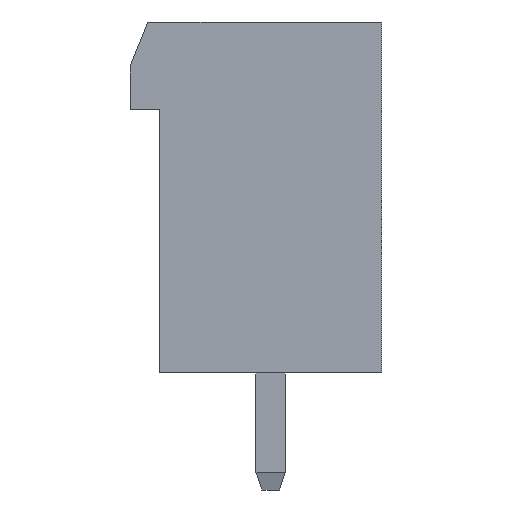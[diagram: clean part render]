
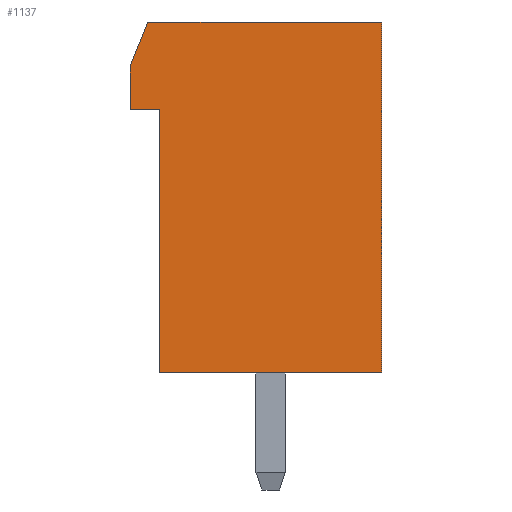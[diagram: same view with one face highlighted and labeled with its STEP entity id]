
A CAD part, left-side view. The second image highlights one B-rep face of the part: STEP entity #1137.
In plain terms, the highlighted planar face has unit normal (-1, 0, 0).
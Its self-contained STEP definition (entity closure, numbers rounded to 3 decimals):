
#22 = VERTEX_POINT('',#23);
#23 = CARTESIAN_POINT('',(-9.1,3.8,9.));
#32 = PLANE('',#33);
#33 = AXIS2_PLACEMENT_3D('',#34,#35,#36);
#34 = CARTESIAN_POINT('',(-9.1,3.8,9.));
#35 = DIRECTION('',(0.,1.,0.));
#36 = DIRECTION('',(0.,0.,-1.));
#44 = PLANE('',#45);
#45 = AXIS2_PLACEMENT_3D('',#46,#47,#48);
#46 = CARTESIAN_POINT('',(-9.1,4.8,9.));
#47 = DIRECTION('',(0.,0.,-1.));
#48 = DIRECTION('',(0.,-1.,0.));
#85 = VERTEX_POINT('',#86);
#86 = CARTESIAN_POINT('',(-9.1,3.8,0.));
#100 = PLANE('',#101);
#101 = AXIS2_PLACEMENT_3D('',#102,#103,#104);
#102 = CARTESIAN_POINT('',(-9.1,3.8,0.));
#103 = DIRECTION('',(0.,0.,-1.));
#104 = DIRECTION('',(0.,-1.,0.));
#112 = EDGE_CURVE('',#22,#85,#113,.T.);
#113 = SURFACE_CURVE('',#114,(#118,#125),.PCURVE_S1.);
#114 = LINE('',#115,#116);
#115 = CARTESIAN_POINT('',(-9.1,3.8,9.));
#116 = VECTOR('',#117,1.);
#117 = DIRECTION('',(0.,0.,-1.));
#118 = PCURVE('',#32,#119);
#119 = DEFINITIONAL_REPRESENTATION('',(#120),#124);
#120 = LINE('',#121,#122);
#121 = CARTESIAN_POINT('',(0.,0.));
#122 = VECTOR('',#123,1.);
#123 = DIRECTION('',(1.,0.));
#124 = ( GEOMETRIC_REPRESENTATION_CONTEXT(2)
PARAMETRIC_REPRESENTATION_CONTEXT() REPRESENTATION_CONTEXT('2D SPACE',''
) );
#125 = PCURVE('',#126,#131);
#126 = PLANE('',#127);
#127 = AXIS2_PLACEMENT_3D('',#128,#129,#130);
#128 = CARTESIAN_POINT('',(-9.1,3.8,0.));
#129 = DIRECTION('',(1.,0.,0.));
#130 = DIRECTION('',(0.,0.,1.));
#131 = DEFINITIONAL_REPRESENTATION('',(#132),#136);
#132 = LINE('',#133,#134);
#133 = CARTESIAN_POINT('',(9.,0.));
#134 = VECTOR('',#135,1.);
#135 = DIRECTION('',(-1.,0.));
#136 = ( GEOMETRIC_REPRESENTATION_CONTEXT(2)
PARAMETRIC_REPRESENTATION_CONTEXT() REPRESENTATION_CONTEXT('2D SPACE',''
) );
#142 = VERTEX_POINT('',#143);
#143 = CARTESIAN_POINT('',(-9.1,4.8,9.));
#159 = PLANE('',#160);
#160 = AXIS2_PLACEMENT_3D('',#161,#162,#163);
#161 = CARTESIAN_POINT('',(-9.1,4.8,10.5));
#162 = DIRECTION('',(0.,1.,0.));
#163 = DIRECTION('',(0.,0.,-1.));
#193 = EDGE_CURVE('',#142,#22,#194,.T.);
#194 = SURFACE_CURVE('',#195,(#199,#206),.PCURVE_S1.);
#195 = LINE('',#196,#197);
#196 = CARTESIAN_POINT('',(-9.1,4.8,9.));
#197 = VECTOR('',#198,1.);
#198 = DIRECTION('',(0.,-1.,0.));
#199 = PCURVE('',#44,#200);
#200 = DEFINITIONAL_REPRESENTATION('',(#201),#205);
#201 = LINE('',#202,#203);
#202 = CARTESIAN_POINT('',(0.,0.));
#203 = VECTOR('',#204,1.);
#204 = DIRECTION('',(1.,0.));
#205 = ( GEOMETRIC_REPRESENTATION_CONTEXT(2)
PARAMETRIC_REPRESENTATION_CONTEXT() REPRESENTATION_CONTEXT('2D SPACE',''
) );
#206 = PCURVE('',#126,#207);
#207 = DEFINITIONAL_REPRESENTATION('',(#208),#212);
#208 = LINE('',#209,#210);
#209 = CARTESIAN_POINT('',(9.,-1.));
#210 = VECTOR('',#211,1.);
#211 = DIRECTION('',(0.,1.));
#212 = ( GEOMETRIC_REPRESENTATION_CONTEXT(2)
PARAMETRIC_REPRESENTATION_CONTEXT() REPRESENTATION_CONTEXT('2D SPACE',''
) );
#242 = VERTEX_POINT('',#243);
#243 = CARTESIAN_POINT('',(-9.1,-3.8,0.));
#257 = PLANE('',#258);
#258 = AXIS2_PLACEMENT_3D('',#259,#260,#261);
#259 = CARTESIAN_POINT('',(-9.1,-3.8,0.));
#260 = DIRECTION('',(0.,-1.,0.));
#261 = DIRECTION('',(0.,0.,1.));
#269 = EDGE_CURVE('',#85,#242,#270,.T.);
#270 = SURFACE_CURVE('',#271,(#275,#282),.PCURVE_S1.);
#271 = LINE('',#272,#273);
#272 = CARTESIAN_POINT('',(-9.1,3.8,0.));
#273 = VECTOR('',#274,1.);
#274 = DIRECTION('',(0.,-1.,0.));
#275 = PCURVE('',#100,#276);
#276 = DEFINITIONAL_REPRESENTATION('',(#277),#281);
#277 = LINE('',#278,#279);
#278 = CARTESIAN_POINT('',(0.,0.));
#279 = VECTOR('',#280,1.);
#280 = DIRECTION('',(1.,0.));
#281 = ( GEOMETRIC_REPRESENTATION_CONTEXT(2)
PARAMETRIC_REPRESENTATION_CONTEXT() REPRESENTATION_CONTEXT('2D SPACE',''
) );
#282 = PCURVE('',#126,#283);
#283 = DEFINITIONAL_REPRESENTATION('',(#284),#288);
#284 = LINE('',#285,#286);
#285 = CARTESIAN_POINT('',(0.,0.));
#286 = VECTOR('',#287,1.);
#287 = DIRECTION('',(0.,1.));
#288 = ( GEOMETRIC_REPRESENTATION_CONTEXT(2)
PARAMETRIC_REPRESENTATION_CONTEXT() REPRESENTATION_CONTEXT('2D SPACE',''
) );
#1137 = ADVANCED_FACE('',(#1138),#126,.F.);
#1138 = FACE_BOUND('',#1139,.T.);
#1139 = EDGE_LOOP('',(#1140,#1141,#1164,#1192,#1220,#1241,#1242));
#1140 = ORIENTED_EDGE('',*,*,#269,.T.);
#1141 = ORIENTED_EDGE('',*,*,#1142,.T.);
#1142 = EDGE_CURVE('',#242,#1143,#1145,.T.);
#1143 = VERTEX_POINT('',#1144);
#1144 = CARTESIAN_POINT('',(-9.1,-3.8,12.));
#1145 = SURFACE_CURVE('',#1146,(#1150,#1157),.PCURVE_S1.);
#1146 = LINE('',#1147,#1148);
#1147 = CARTESIAN_POINT('',(-9.1,-3.8,0.));
#1148 = VECTOR('',#1149,1.);
#1149 = DIRECTION('',(0.,0.,1.));
#1150 = PCURVE('',#126,#1151);
#1151 = DEFINITIONAL_REPRESENTATION('',(#1152),#1156);
#1152 = LINE('',#1153,#1154);
#1153 = CARTESIAN_POINT('',(0.,7.6));
#1154 = VECTOR('',#1155,1.);
#1155 = DIRECTION('',(1.,0.));
#1156 = ( GEOMETRIC_REPRESENTATION_CONTEXT(2)
PARAMETRIC_REPRESENTATION_CONTEXT() REPRESENTATION_CONTEXT('2D SPACE',''
) );
#1157 = PCURVE('',#257,#1158);
#1158 = DEFINITIONAL_REPRESENTATION('',(#1159),#1163);
#1159 = LINE('',#1160,#1161);
#1160 = CARTESIAN_POINT('',(0.,0.));
#1161 = VECTOR('',#1162,1.);
#1162 = DIRECTION('',(1.,0.));
#1163 = ( GEOMETRIC_REPRESENTATION_CONTEXT(2)
PARAMETRIC_REPRESENTATION_CONTEXT() REPRESENTATION_CONTEXT('2D SPACE',''
) );
#1164 = ORIENTED_EDGE('',*,*,#1165,.T.);
#1165 = EDGE_CURVE('',#1143,#1166,#1168,.T.);
#1166 = VERTEX_POINT('',#1167);
#1167 = CARTESIAN_POINT('',(-9.1,4.2,12.));
#1168 = SURFACE_CURVE('',#1169,(#1173,#1180),.PCURVE_S1.);
#1169 = LINE('',#1170,#1171);
#1170 = CARTESIAN_POINT('',(-9.1,-3.8,12.));
#1171 = VECTOR('',#1172,1.);
#1172 = DIRECTION('',(0.,1.,0.));
#1173 = PCURVE('',#126,#1174);
#1174 = DEFINITIONAL_REPRESENTATION('',(#1175),#1179);
#1175 = LINE('',#1176,#1177);
#1176 = CARTESIAN_POINT('',(12.,7.6));
#1177 = VECTOR('',#1178,1.);
#1178 = DIRECTION('',(0.,-1.));
#1179 = ( GEOMETRIC_REPRESENTATION_CONTEXT(2)
PARAMETRIC_REPRESENTATION_CONTEXT() REPRESENTATION_CONTEXT('2D SPACE',''
) );
#1180 = PCURVE('',#1181,#1186);
#1181 = PLANE('',#1182);
#1182 = AXIS2_PLACEMENT_3D('',#1183,#1184,#1185);
#1183 = CARTESIAN_POINT('',(-9.1,-3.8,12.));
#1184 = DIRECTION('',(0.,0.,1.));
#1185 = DIRECTION('',(0.,1.,0.));
#1186 = DEFINITIONAL_REPRESENTATION('',(#1187),#1191);
#1187 = LINE('',#1188,#1189);
#1188 = CARTESIAN_POINT('',(0.,0.));
#1189 = VECTOR('',#1190,1.);
#1190 = DIRECTION('',(1.,0.));
#1191 = ( GEOMETRIC_REPRESENTATION_CONTEXT(2)
PARAMETRIC_REPRESENTATION_CONTEXT() REPRESENTATION_CONTEXT('2D SPACE',''
) );
#1192 = ORIENTED_EDGE('',*,*,#1193,.T.);
#1193 = EDGE_CURVE('',#1166,#1194,#1196,.T.);
#1194 = VERTEX_POINT('',#1195);
#1195 = CARTESIAN_POINT('',(-9.1,4.8,10.5));
#1196 = SURFACE_CURVE('',#1197,(#1201,#1208),.PCURVE_S1.);
#1197 = LINE('',#1198,#1199);
#1198 = CARTESIAN_POINT('',(-9.1,4.2,12.));
#1199 = VECTOR('',#1200,1.);
#1200 = DIRECTION('',(0.,0.371,-0.928));
#1201 = PCURVE('',#126,#1202);
#1202 = DEFINITIONAL_REPRESENTATION('',(#1203),#1207);
#1203 = LINE('',#1204,#1205);
#1204 = CARTESIAN_POINT('',(12.,-0.4));
#1205 = VECTOR('',#1206,1.);
#1206 = DIRECTION('',(-0.928,-0.371));
#1207 = ( GEOMETRIC_REPRESENTATION_CONTEXT(2)
PARAMETRIC_REPRESENTATION_CONTEXT() REPRESENTATION_CONTEXT('2D SPACE',''
) );
#1208 = PCURVE('',#1209,#1214);
#1209 = PLANE('',#1210);
#1210 = AXIS2_PLACEMENT_3D('',#1211,#1212,#1213);
#1211 = CARTESIAN_POINT('',(-9.1,4.2,12.));
#1212 = DIRECTION('',(0.,0.928,0.371));
#1213 = DIRECTION('',(0.,0.371,-0.928));
#1214 = DEFINITIONAL_REPRESENTATION('',(#1215),#1219);
#1215 = LINE('',#1216,#1217);
#1216 = CARTESIAN_POINT('',(0.,0.));
#1217 = VECTOR('',#1218,1.);
#1218 = DIRECTION('',(1.,0.));
#1219 = ( GEOMETRIC_REPRESENTATION_CONTEXT(2)
PARAMETRIC_REPRESENTATION_CONTEXT() REPRESENTATION_CONTEXT('2D SPACE',''
) );
#1220 = ORIENTED_EDGE('',*,*,#1221,.T.);
#1221 = EDGE_CURVE('',#1194,#142,#1222,.T.);
#1222 = SURFACE_CURVE('',#1223,(#1227,#1234),.PCURVE_S1.);
#1223 = LINE('',#1224,#1225);
#1224 = CARTESIAN_POINT('',(-9.1,4.8,10.5));
#1225 = VECTOR('',#1226,1.);
#1226 = DIRECTION('',(0.,0.,-1.));
#1227 = PCURVE('',#126,#1228);
#1228 = DEFINITIONAL_REPRESENTATION('',(#1229),#1233);
#1229 = LINE('',#1230,#1231);
#1230 = CARTESIAN_POINT('',(10.5,-1.));
#1231 = VECTOR('',#1232,1.);
#1232 = DIRECTION('',(-1.,0.));
#1233 = ( GEOMETRIC_REPRESENTATION_CONTEXT(2)
PARAMETRIC_REPRESENTATION_CONTEXT() REPRESENTATION_CONTEXT('2D SPACE',''
) );
#1234 = PCURVE('',#159,#1235);
#1235 = DEFINITIONAL_REPRESENTATION('',(#1236),#1240);
#1236 = LINE('',#1237,#1238);
#1237 = CARTESIAN_POINT('',(0.,0.));
#1238 = VECTOR('',#1239,1.);
#1239 = DIRECTION('',(1.,0.));
#1240 = ( GEOMETRIC_REPRESENTATION_CONTEXT(2)
PARAMETRIC_REPRESENTATION_CONTEXT() REPRESENTATION_CONTEXT('2D SPACE',''
) );
#1241 = ORIENTED_EDGE('',*,*,#193,.T.);
#1242 = ORIENTED_EDGE('',*,*,#112,.T.);
